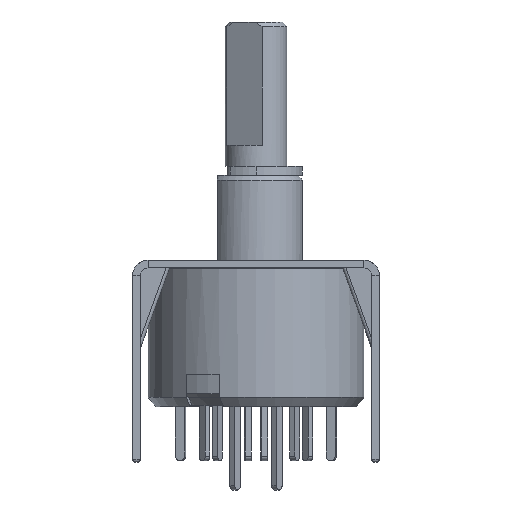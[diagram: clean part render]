
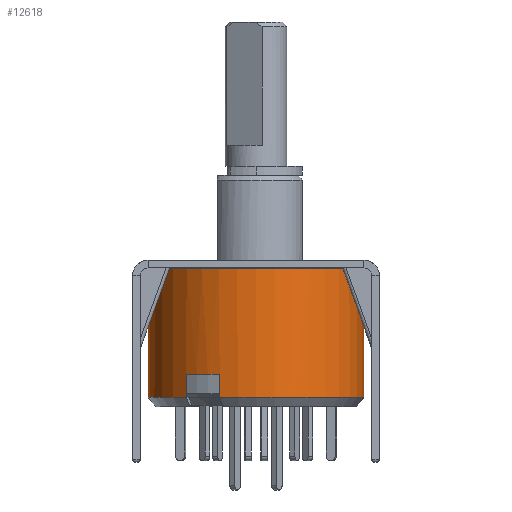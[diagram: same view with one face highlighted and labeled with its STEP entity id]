
A CAD part, front view. The second image highlights one B-rep face of the part: STEP entity #12618.
In plain terms, the highlighted cylindrical face has radius 7 mm (diameter 14 mm), a partial arc.
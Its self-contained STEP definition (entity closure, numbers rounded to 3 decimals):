
#179 = AXIS2_PLACEMENT_3D ( 'NONE', #6150, #10541, #13798 ) ;
#270 = CYLINDRICAL_SURFACE ( 'NONE', #5253, 7. ) ;
#428 = CARTESIAN_POINT ( 'NONE',  ( 7., 0., 9. ) ) ;
#1123 = LINE ( 'NONE', #428, #9514 ) ;
#1378 = CIRCLE ( 'NONE', #2362, 7. ) ;
#1755 = CARTESIAN_POINT ( 'NONE',  ( -7., 0., 0.95 ) ) ;
#1798 = ORIENTED_EDGE ( 'NONE', *, *, #11454, .T. ) ;
#2074 = CARTESIAN_POINT ( 'NONE',  ( -4.526, -5.34, 9. ) ) ;
#2090 = EDGE_CURVE ( 'NONE', #4540, #13893, #1123, .T. ) ;
#2362 = AXIS2_PLACEMENT_3D ( 'NONE', #3675, #5763, #5716 ) ;
#2488 = CARTESIAN_POINT ( 'NONE',  ( -2.361, -6.59, -5.9 ) ) ;
#2493 = CARTESIAN_POINT ( 'NONE',  ( -2.361, -6.59, -7.4 ) ) ;
#2625 = VERTEX_POINT ( 'NONE', #9990 ) ;
#2736 = VECTOR ( 'NONE', #7989, 1000. ) ;
#3182 = FACE_OUTER_BOUND ( 'NONE', #10891, .T. ) ;
#3675 = CARTESIAN_POINT ( 'NONE',  ( 0., 0., -5.9 ) ) ;
#3709 = CARTESIAN_POINT ( 'NONE',  ( -7., 0., 9. ) ) ;
#3758 = CIRCLE ( 'NONE', #179, 7. ) ;
#4100 = CARTESIAN_POINT ( 'NONE',  ( -4.526, -5.34, -7.4 ) ) ;
#4540 = VERTEX_POINT ( 'NONE', #5255 ) ;
#4838 = ORIENTED_EDGE ( 'NONE', *, *, #7922, .T. ) ;
#4898 = DIRECTION ( 'NONE',  ( 0., 0., -1. ) ) ;
#4932 = DIRECTION ( 'NONE',  ( 0., 0., -1. ) ) ;
#5242 = EDGE_CURVE ( 'NONE', #8951, #9500, #8617, .T. ) ;
#5253 = AXIS2_PLACEMENT_3D ( 'NONE', #13749, #6139, #13693 ) ;
#5255 = CARTESIAN_POINT ( 'NONE',  ( 7., 0., 0.95 ) ) ;
#5475 = EDGE_CURVE ( 'NONE', #13418, #8114, #13051, .T. ) ;
#5689 = CARTESIAN_POINT ( 'NONE',  ( 7., 0., -7.4 ) ) ;
#5716 = DIRECTION ( 'NONE',  ( -1., 0., 0. ) ) ;
#5763 = DIRECTION ( 'NONE',  ( 0., 0., 1. ) ) ;
#6008 = ORIENTED_EDGE ( 'NONE', *, *, #5242, .T. ) ;
#6116 = DIRECTION ( 'NONE',  ( -1., 0., 0. ) ) ;
#6139 = DIRECTION ( 'NONE',  ( 0., 0., -1. ) ) ;
#6150 = CARTESIAN_POINT ( 'NONE',  ( 0., 0., -7.4 ) ) ;
#6971 = DIRECTION ( 'NONE',  ( 0., 0., -1. ) ) ;
#7078 = AXIS2_PLACEMENT_3D ( 'NONE', #13958, #10746, #10929 ) ;
#7922 = EDGE_CURVE ( 'NONE', #2625, #13418, #1378, .T. ) ;
#7989 = DIRECTION ( 'NONE',  ( 0., 0., 1. ) ) ;
#8114 = VERTEX_POINT ( 'NONE', #2493 ) ;
#8318 = EDGE_CURVE ( 'NONE', #12150, #2625, #13149, .T. ) ;
#8544 = AXIS2_PLACEMENT_3D ( 'NONE', #9289, #4932, #6116 ) ;
#8617 = LINE ( 'NONE', #3709, #10164 ) ;
#8951 = VERTEX_POINT ( 'NONE', #1755 ) ;
#9289 = CARTESIAN_POINT ( 'NONE',  ( 0., 0., 0.95 ) ) ;
#9500 = VERTEX_POINT ( 'NONE', #10693 ) ;
#9514 = VECTOR ( 'NONE', #4898, 1000. ) ;
#9990 = CARTESIAN_POINT ( 'NONE',  ( -4.526, -5.34, -5.9 ) ) ;
#10164 = VECTOR ( 'NONE', #6971, 1000. ) ;
#10218 = EDGE_CURVE ( 'NONE', #13893, #8114, #3758, .T. ) ;
#10540 = CIRCLE ( 'NONE', #7078, 7. ) ;
#10541 = DIRECTION ( 'NONE',  ( 0., 0., -1. ) ) ;
#10573 = ORIENTED_EDGE ( 'NONE', *, *, #2090, .F. ) ;
#10693 = CARTESIAN_POINT ( 'NONE',  ( -7., 0., -7.4 ) ) ;
#10746 = DIRECTION ( 'NONE',  ( 0., 0., -1. ) ) ;
#10780 = ORIENTED_EDGE ( 'NONE', *, *, #10218, .F. ) ;
#10891 = EDGE_LOOP ( 'NONE', ( #10573, #1798, #6008, #13826, #12711, #4838, #11673, #10780 ) ) ;
#10929 = DIRECTION ( 'NONE',  ( 1., 0., 0. ) ) ;
#11082 = CIRCLE ( 'NONE', #8544, 7. ) ;
#11394 = CARTESIAN_POINT ( 'NONE',  ( -2.361, -6.59, 9. ) ) ;
#11454 = EDGE_CURVE ( 'NONE', #4540, #8951, #11082, .T. ) ;
#11673 = ORIENTED_EDGE ( 'NONE', *, *, #5475, .T. ) ;
#12150 = VERTEX_POINT ( 'NONE', #4100 ) ;
#12582 = DIRECTION ( 'NONE',  ( 0., 0., -1. ) ) ;
#12618 = ADVANCED_FACE ( 'NONE', ( #3182 ), #270, .T. ) ;
#12711 = ORIENTED_EDGE ( 'NONE', *, *, #8318, .T. ) ;
#13051 = LINE ( 'NONE', #11394, #13233 ) ;
#13149 = LINE ( 'NONE', #2074, #2736 ) ;
#13233 = VECTOR ( 'NONE', #12582, 1000. ) ;
#13418 = VERTEX_POINT ( 'NONE', #2488 ) ;
#13693 = DIRECTION ( 'NONE',  ( -1., 0., 0. ) ) ;
#13712 = EDGE_CURVE ( 'NONE', #12150, #9500, #10540, .T. ) ;
#13749 = CARTESIAN_POINT ( 'NONE',  ( 0., 0., 9. ) ) ;
#13798 = DIRECTION ( 'NONE',  ( 1., 0., 0. ) ) ;
#13826 = ORIENTED_EDGE ( 'NONE', *, *, #13712, .F. ) ;
#13893 = VERTEX_POINT ( 'NONE', #5689 ) ;
#13958 = CARTESIAN_POINT ( 'NONE',  ( 0., 0., -7.4 ) ) ;
